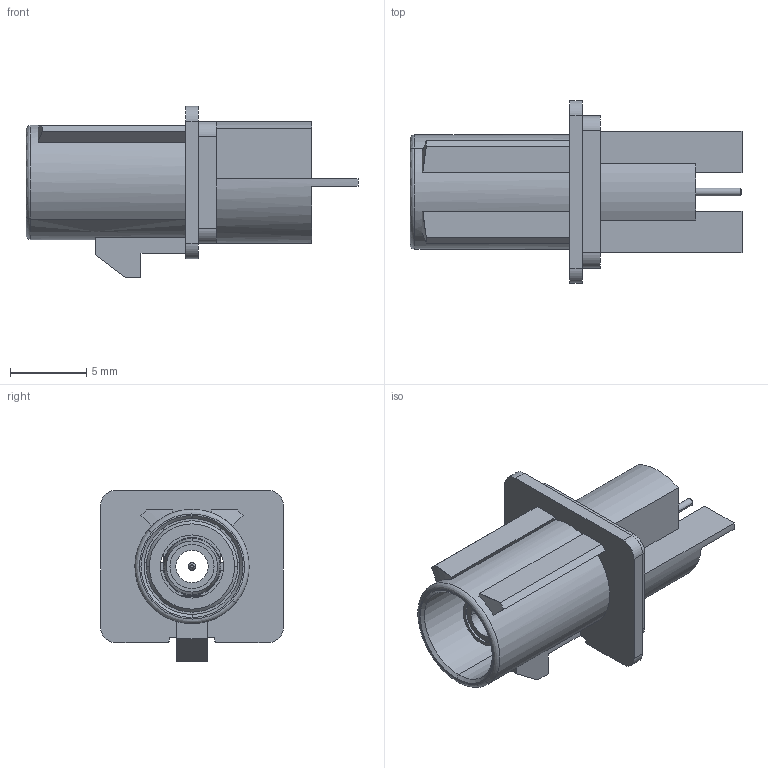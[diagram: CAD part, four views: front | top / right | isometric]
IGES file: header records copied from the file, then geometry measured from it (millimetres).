
Start section:  PTC IGES file: fa1-nlsp-pcb-1.igs
Global section: file name: fa1-nlsp-pcb-1.igs; native system: Pro/ENGINEER by Parametric Technology Corporation; preprocessor: 2010280; author: rajavijayans; organization: Unknown; date: 20120907.133837; units: millimetre
Bounding box: 21.8 x 12 x 11.25 mm (x, y, z)
Surface area: 1194.7 mm2 (no closed solid volume)
Topology: 0 solids, 0 shells, 107 faces, 592 edges, 592 vertices
Faces by surface type: bspline 54, revolution 53
